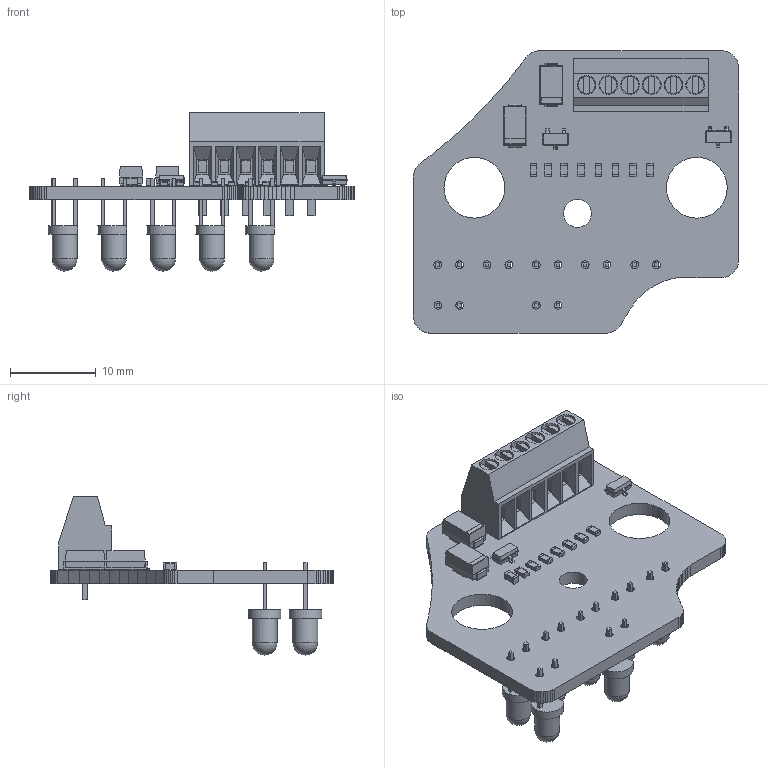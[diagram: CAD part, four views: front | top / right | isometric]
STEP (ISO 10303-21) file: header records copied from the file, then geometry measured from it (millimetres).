
FILE_DESCRIPTION(('KiCad electronic assembly'),'2;1');
FILE_NAME('SommerAdapter.step','2024-03-04T19:43:50',('Pcbnew'),('Kicad' ),'Open CASCADE STEP processor 7.7','KiCad to STEP converter', 'Unknown');
FILE_SCHEMA(('AUTOMOTIVE_DESIGN { 1 0 10303 214 1 1 1 1 }'));
Length unit declared in the file: millimetre
Products named in the file (14): SommerAdapter 1; C_0603_1608Metric; R_0603_1608Metric; D_SMA; SOT-23; SOT_23; TerminalBlock_Phoenix_MPT-0,5-6-2.54_1x06_P2.54mm_Horizontal; TerminalBlock_Phoenix_MPT_05_6_254_1x06_P254mm_Horizontal; LED_D3.0mm_Clear; SommerAdapter PCB
Assembly tree (27 placements, depth 3):
  SommerAdapter 1
    C_0603_1608Metric
      C_0603_1608Metric
    R_0603_1608Metric  x7
      R_0603_1608Metric
    D_SMA  x2
      D_SMA
    SOT-23  x2
      SOT_23
    TerminalBlock_Phoenix_MPT-0,5-6-2.54_1x06_P2.54mm_Horizontal
      TerminalBlock_Phoenix_MPT_05_6_254_1x06_P254mm_Horizontal
    LED_D3.0mm_Clear  x7
      LED_D3.0mm_Clear
    SommerAdapter PCB
Bounding box: 38 x 33 x 18.5 mm (x, y, z)
Volume: 2462.6 mm3; surface area: 4339.9 mm2
Topology: 21 solids, 21 shells, 887 faces, 2226 edges, 1423 vertices
Faces by surface type: plane 633, cylinder 149, bspline 98, sphere 7
Full cylindrical faces by diameter (mm): 0.9 x14, 1.1 x6, 2 x6, 2.2 x6, 2.9 x7, 3.259 x1, 7.106 x2
Entity records: 36064 total; most frequent: CARTESIAN_POINT 6558, DIRECTION 4805, LINE 3282, VECTOR 3282, ORIENTED_EDGE 2642, PCURVE 2642, DEFINITIONAL_REPRESENTATION 2642, EDGE_CURVE 1321
